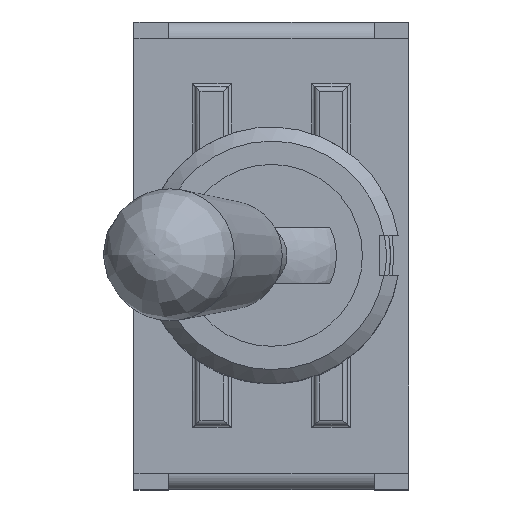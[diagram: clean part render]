
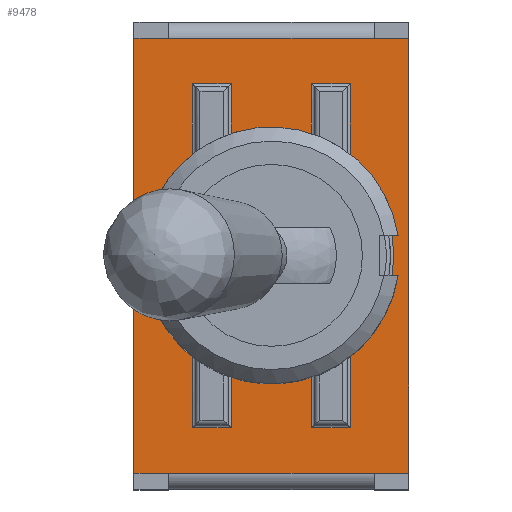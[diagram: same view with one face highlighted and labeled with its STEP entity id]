
A CAD part, top view. The second image highlights one B-rep face of the part: STEP entity #9478.
In plain terms, the highlighted planar face has unit normal (0, 0, 1).
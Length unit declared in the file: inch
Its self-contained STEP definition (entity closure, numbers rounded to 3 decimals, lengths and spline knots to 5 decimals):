
#73=FACE_BOUND('',#1212,.T.);
#328=CIRCLE('',#10012,0.22244);
#337=CIRCLE('',#10031,0.22244);
#345=CIRCLE('',#10049,0.22244);
#355=CIRCLE('',#10073,0.22244);
#659=FACE_OUTER_BOUND('',#1211,.T.);
#1211=EDGE_LOOP('',(#6138,#6139,#6140,#6141,#6142,#6143,#6144,#6145));
#1212=EDGE_LOOP('',(#6146,#6147,#6148,#6149,#6150,#6151,#6152,#6153,#6154,
#6155,#6156,#6157,#6158,#6159,#6160,#6161));
#1832=LINE('',#13886,#2792);
#1841=LINE('',#14073,#2801);
#1850=LINE('',#14339,#2810);
#1860=LINE('',#14607,#2820);
#1862=LINE('',#14614,#2822);
#1864=LINE('',#14617,#2824);
#1866=LINE('',#14623,#2826);
#1868=LINE('',#14628,#2828);
#1869=LINE('',#14630,#2829);
#1871=LINE('',#14636,#2831);
#1873=LINE('',#14639,#2833);
#1875=LINE('',#14642,#2835);
#1883=LINE('',#14658,#2843);
#1884=LINE('',#14660,#2844);
#1885=LINE('',#14662,#2845);
#1886=LINE('',#14664,#2846);
#1887=LINE('',#14665,#2847);
#1888=LINE('',#14667,#2848);
#1889=LINE('',#14669,#2849);
#1890=LINE('',#14670,#2850);
#2792=VECTOR('',#10993,0.3937);
#2801=VECTOR('',#11040,0.3937);
#2810=VECTOR('',#11085,0.3937);
#2820=VECTOR('',#11131,0.3937);
#2822=VECTOR('',#11139,0.3937);
#2824=VECTOR('',#11143,0.3937);
#2826=VECTOR('',#11149,0.3937);
#2828=VECTOR('',#11155,0.3937);
#2829=VECTOR('',#11158,0.3937);
#2831=VECTOR('',#11164,0.3937);
#2833=VECTOR('',#11168,0.3937);
#2835=VECTOR('',#11172,0.3937);
#2843=VECTOR('',#11190,0.3937);
#2844=VECTOR('',#11191,0.3937);
#2845=VECTOR('',#11192,0.3937);
#2846=VECTOR('',#11193,0.3937);
#2847=VECTOR('',#11194,0.3937);
#2848=VECTOR('',#11195,0.3937);
#2849=VECTOR('',#11196,0.3937);
#2850=VECTOR('',#11197,0.3937);
#3724=VERTEX_POINT('',#13626);
#3732=VERTEX_POINT('',#13644);
#3735=VERTEX_POINT('',#13651);
#3758=VERTEX_POINT('',#13727);
#3766=VERTEX_POINT('',#13801);
#3771=VERTEX_POINT('',#13885);
#3773=VERTEX_POINT('',#13913);
#3781=VERTEX_POINT('',#13988);
#3786=VERTEX_POINT('',#14072);
#3788=VERTEX_POINT('',#14124);
#3796=VERTEX_POINT('',#14216);
#3801=VERTEX_POINT('',#14338);
#3806=VERTEX_POINT('',#14398);
#3813=VERTEX_POINT('',#14535);
#3817=VERTEX_POINT('',#14606);
#3819=VERTEX_POINT('',#14612);
#3821=VERTEX_POINT('',#14621);
#3822=VERTEX_POINT('',#14626);
#3824=VERTEX_POINT('',#14634);
#3828=VERTEX_POINT('',#14659);
#3829=VERTEX_POINT('',#14661);
#3830=VERTEX_POINT('',#14663);
#3831=VERTEX_POINT('',#14666);
#3832=VERTEX_POINT('',#14668);
#4580=EDGE_CURVE('',#3758,#3766,#328,.T.);
#4592=EDGE_CURVE('',#3766,#3771,#1832,.T.);
#4608=EDGE_CURVE('',#3773,#3781,#337,.T.);
#4620=EDGE_CURVE('',#3781,#3786,#1841,.T.);
#4635=EDGE_CURVE('',#3788,#3796,#345,.T.);
#4647=EDGE_CURVE('',#3796,#3801,#1850,.T.);
#4673=EDGE_CURVE('',#3813,#3806,#355,.T.);
#4675=EDGE_CURVE('',#3801,#3817,#1860,.T.);
#4679=EDGE_CURVE('',#3819,#3788,#1862,.T.);
#4681=EDGE_CURVE('',#3786,#3819,#1864,.T.);
#4684=EDGE_CURVE('',#3821,#3773,#1866,.T.);
#4687=EDGE_CURVE('',#3822,#3821,#1868,.T.);
#4688=EDGE_CURVE('',#3806,#3822,#1869,.T.);
#4691=EDGE_CURVE('',#3824,#3813,#1871,.T.);
#4693=EDGE_CURVE('',#3771,#3824,#1873,.T.);
#4695=EDGE_CURVE('',#3817,#3758,#1875,.T.);
#4703=EDGE_CURVE('',#3732,#3735,#1883,.T.);
#4704=EDGE_CURVE('',#3732,#3828,#1884,.T.);
#4705=EDGE_CURVE('',#3828,#3829,#1885,.T.);
#4706=EDGE_CURVE('',#3830,#3829,#1886,.T.);
#4707=EDGE_CURVE('',#3830,#3724,#1887,.T.);
#4708=EDGE_CURVE('',#3724,#3831,#1888,.T.);
#4709=EDGE_CURVE('',#3831,#3832,#1889,.T.);
#4710=EDGE_CURVE('',#3735,#3832,#1890,.T.);
#6138=ORIENTED_EDGE('',*,*,#4703,.F.);
#6139=ORIENTED_EDGE('',*,*,#4704,.T.);
#6140=ORIENTED_EDGE('',*,*,#4705,.T.);
#6141=ORIENTED_EDGE('',*,*,#4706,.F.);
#6142=ORIENTED_EDGE('',*,*,#4707,.T.);
#6143=ORIENTED_EDGE('',*,*,#4708,.T.);
#6144=ORIENTED_EDGE('',*,*,#4709,.T.);
#6145=ORIENTED_EDGE('',*,*,#4710,.F.);
#6146=ORIENTED_EDGE('',*,*,#4675,.F.);
#6147=ORIENTED_EDGE('',*,*,#4647,.F.);
#6148=ORIENTED_EDGE('',*,*,#4635,.F.);
#6149=ORIENTED_EDGE('',*,*,#4679,.F.);
#6150=ORIENTED_EDGE('',*,*,#4681,.F.);
#6151=ORIENTED_EDGE('',*,*,#4620,.F.);
#6152=ORIENTED_EDGE('',*,*,#4608,.F.);
#6153=ORIENTED_EDGE('',*,*,#4684,.F.);
#6154=ORIENTED_EDGE('',*,*,#4687,.F.);
#6155=ORIENTED_EDGE('',*,*,#4688,.F.);
#6156=ORIENTED_EDGE('',*,*,#4673,.F.);
#6157=ORIENTED_EDGE('',*,*,#4691,.F.);
#6158=ORIENTED_EDGE('',*,*,#4693,.F.);
#6159=ORIENTED_EDGE('',*,*,#4592,.F.);
#6160=ORIENTED_EDGE('',*,*,#4580,.F.);
#6161=ORIENTED_EDGE('',*,*,#4695,.F.);
#8561=PLANE('',#10092);
#9478=ADVANCED_FACE('',(#659,#73),#8561,.T.);
#10012=AXIS2_PLACEMENT_3D('',#13802,#10972,#10973);
#10031=AXIS2_PLACEMENT_3D('',#13989,#11019,#11020);
#10049=AXIS2_PLACEMENT_3D('',#14217,#11064,#11065);
#10073=AXIS2_PLACEMENT_3D('',#14602,#11126,#11127);
#10092=AXIS2_PLACEMENT_3D('',#14657,#11188,#11189);
#10972=DIRECTION('center_axis',(0.,0.,
1.));
#10973=DIRECTION('ref_axis',(-1.,0.,0.));
#10993=DIRECTION('',(0.,-1.,0.));
#11019=DIRECTION('center_axis',(0.,0.,
1.));
#11020=DIRECTION('ref_axis',(1.,0.,0.));
#11040=DIRECTION('',(0.,1.,0.));
#11064=DIRECTION('center_axis',(0.,0.,
1.));
#11065=DIRECTION('ref_axis',(0.,1.,0.));
#11085=DIRECTION('',(0.,1.,0.));
#11126=DIRECTION('center_axis',(0.,0.,
1.));
#11127=DIRECTION('ref_axis',(0.,-1.,0.));
#11131=DIRECTION('',(-1.,0.,0.));
#11139=DIRECTION('',(0.,-1.,0.));
#11143=DIRECTION('',(-1.,0.,0.));
#11149=DIRECTION('',(0.,1.,0.));
#11155=DIRECTION('',(1.,0.,0.));
#11158=DIRECTION('',(0.,-1.,0.));
#11164=DIRECTION('',(0.,1.,0.));
#11168=DIRECTION('',(1.,0.,0.));
#11172=DIRECTION('',(0.,-1.,0.));
#11188=DIRECTION('center_axis',(0.,0.,
1.));
#11189=DIRECTION('ref_axis',(1.,0.,0.));
#11190=DIRECTION('',(-1.,0.,0.));
#11191=DIRECTION('',(1.,0.,0.));
#11192=DIRECTION('',(0.,1.,0.));
#11193=DIRECTION('',(1.,0.,0.));
#11194=DIRECTION('',(-1.,0.,0.));
#11195=DIRECTION('',(-1.,0.,0.));
#11196=DIRECTION('',(0.,-1.,0.));
#11197=DIRECTION('',(-1.,0.,0.));
#13626=CARTESIAN_POINT('',(-0.18701,0.39508,0.41496));
#13644=CARTESIAN_POINT('',(0.18701,-0.39508,0.41496));
#13651=CARTESIAN_POINT('',(-0.18701,-0.39508,0.41496));
#13727=CARTESIAN_POINT('',(-0.1437,0.16979,0.41496));
#13801=CARTESIAN_POINT('',(-0.1437,-0.16979,0.41496));
#13802=CARTESIAN_POINT('Origin',(0.,0.,
0.41496));
#13885=CARTESIAN_POINT('',(-0.1437,-0.31299,0.41496));
#13886=CARTESIAN_POINT('',(-0.1437,0.044,0.41496));
#13913=CARTESIAN_POINT('',(0.1437,-0.16979,0.41496));
#13988=CARTESIAN_POINT('',(0.1437,0.16979,0.41496));
#13989=CARTESIAN_POINT('Origin',(0.,0.,
0.41496));
#14072=CARTESIAN_POINT('',(0.1437,0.31299,0.41496));
#14073=CARTESIAN_POINT('',(0.1437,0.35108,0.41496));
#14124=CARTESIAN_POINT('',(0.07283,0.21018,0.41496));
#14216=CARTESIAN_POINT('',(-0.07283,0.21018,0.41496));
#14217=CARTESIAN_POINT('Origin',(0.,0.,
0.41496));
#14338=CARTESIAN_POINT('',(-0.07283,0.31299,0.41496));
#14339=CARTESIAN_POINT('',(-0.07283,0.35108,0.41496));
#14398=CARTESIAN_POINT('',(0.07283,-0.21018,0.41496));
#14535=CARTESIAN_POINT('',(-0.07283,-0.21018,0.41496));
#14602=CARTESIAN_POINT('Origin',(0.,0.,
0.41496));
#14606=CARTESIAN_POINT('',(-0.1437,0.31299,0.41496));
#14607=CARTESIAN_POINT('',(-0.0689,0.31299,0.41496));
#14612=CARTESIAN_POINT('',(0.07283,0.31299,0.41496));
#14614=CARTESIAN_POINT('',(0.07283,0.2984,0.41496));
#14617=CARTESIAN_POINT('',(0.03937,0.31299,0.41496));
#14621=CARTESIAN_POINT('',(0.1437,-0.31299,0.41496));
#14623=CARTESIAN_POINT('',(0.1437,0.11402,0.41496));
#14626=CARTESIAN_POINT('',(0.07283,-0.31299,0.41496));
#14628=CARTESIAN_POINT('',(0.0689,-0.31299,0.41496));
#14630=CARTESIAN_POINT('',(0.07283,0.044,0.41496));
#14634=CARTESIAN_POINT('',(-0.07283,-0.31299,0.41496));
#14636=CARTESIAN_POINT('',(-0.07283,0.09668,0.41496));
#14639=CARTESIAN_POINT('',(-0.03937,-0.31299,0.41496));
#14642=CARTESIAN_POINT('',(-0.1437,0.28106,0.41496));
#14657=CARTESIAN_POINT('Origin',(0.,0.39508,
0.41496));
#14658=CARTESIAN_POINT('',(0.,-0.39508,0.41496));
#14659=CARTESIAN_POINT('',(0.25,-0.39508,0.41496));
#14660=CARTESIAN_POINT('',(0.18701,-0.39508,0.41496));
#14661=CARTESIAN_POINT('',(0.25,0.39508,0.41496));
#14662=CARTESIAN_POINT('',(0.25,0.39508,0.41496));
#14663=CARTESIAN_POINT('',(0.18701,0.39508,0.41496));
#14664=CARTESIAN_POINT('',(0.18701,0.39508,0.41496));
#14665=CARTESIAN_POINT('',(0.,0.39508,0.41496));
#14666=CARTESIAN_POINT('',(-0.25,0.39508,0.41496));
#14667=CARTESIAN_POINT('',(-0.18701,0.39508,0.41496));
#14668=CARTESIAN_POINT('',(-0.25,-0.39508,0.41496));
#14669=CARTESIAN_POINT('',(-0.25,-0.39508,0.41496));
#14670=CARTESIAN_POINT('',(-0.18701,-0.39508,0.41496));
